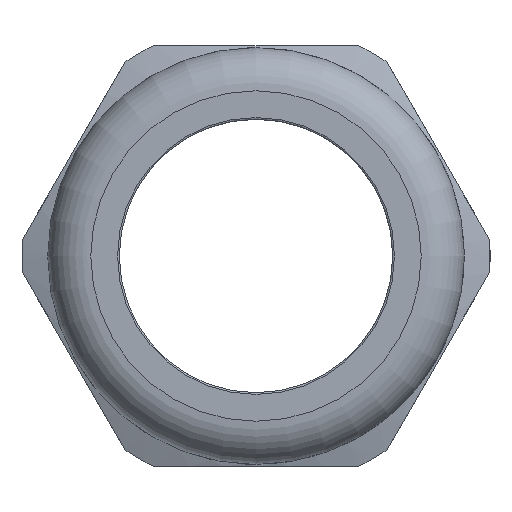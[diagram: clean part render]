
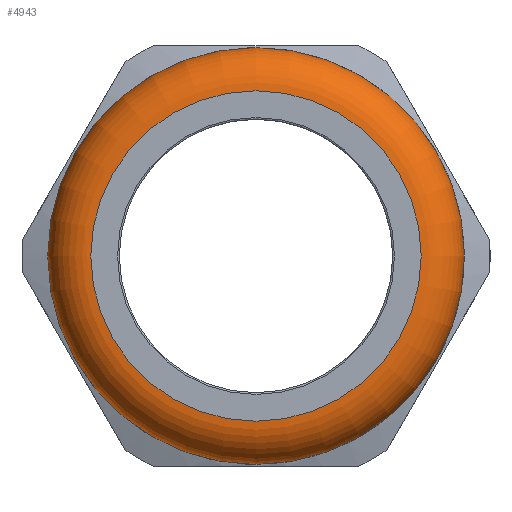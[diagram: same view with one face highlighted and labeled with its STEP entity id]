
A CAD part, left-side view. The second image highlights one B-rep face of the part: STEP entity #4943.
In plain terms, the highlighted toroidal (fillet/blend) face has major radius 19.625 mm and minor radius 5.11 mm.
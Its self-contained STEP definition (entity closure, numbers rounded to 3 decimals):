
#72=TOROIDAL_SURFACE('',#5306,19.625,5.11);
#1108=FACE_BOUND('',#1485,.T.);
#1177=FACE_OUTER_BOUND('',#1484,.T.);
#1484=EDGE_LOOP('',(#3509));
#1485=EDGE_LOOP('',(#3510));
#1797=CIRCLE('',#5274,19.625);
#1812=CIRCLE('',#5305,24.735);
#2130=VERTEX_POINT('',#9967);
#2157=VERTEX_POINT('',#10073);
#2650=EDGE_CURVE('',#2130,#2130,#1797,.T.);
#2689=EDGE_CURVE('',#2157,#2157,#1812,.T.);
#3509=ORIENTED_EDGE('',*,*,#2689,.T.);
#3510=ORIENTED_EDGE('',*,*,#2650,.F.);
#4943=ADVANCED_FACE('',(#1177,#1108),#72,.T.);
#5274=AXIS2_PLACEMENT_3D('',#9968,#5930,#5931);
#5305=AXIS2_PLACEMENT_3D('',#10074,#6004,#6005);
#5306=AXIS2_PLACEMENT_3D('',#10075,#6006,#6007);
#5930=DIRECTION('center_axis',(-1.,0.,0.));
#5931=DIRECTION('ref_axis',(0.,0.,1.));
#6004=DIRECTION('center_axis',(-1.,0.,0.));
#6005=DIRECTION('ref_axis',(0.,0.,1.));
#6006=DIRECTION('center_axis',(-1.,0.,0.));
#6007=DIRECTION('ref_axis',(0.,0.,1.));
#9967=CARTESIAN_POINT('',(-31.17,19.625,0.));
#9968=CARTESIAN_POINT('Origin',(-31.17,0.,0.));
#10073=CARTESIAN_POINT('',(-26.06,24.735,0.));
#10074=CARTESIAN_POINT('Origin',(-26.06,0.,0.));
#10075=CARTESIAN_POINT('Origin',(-26.06,0.,0.));
